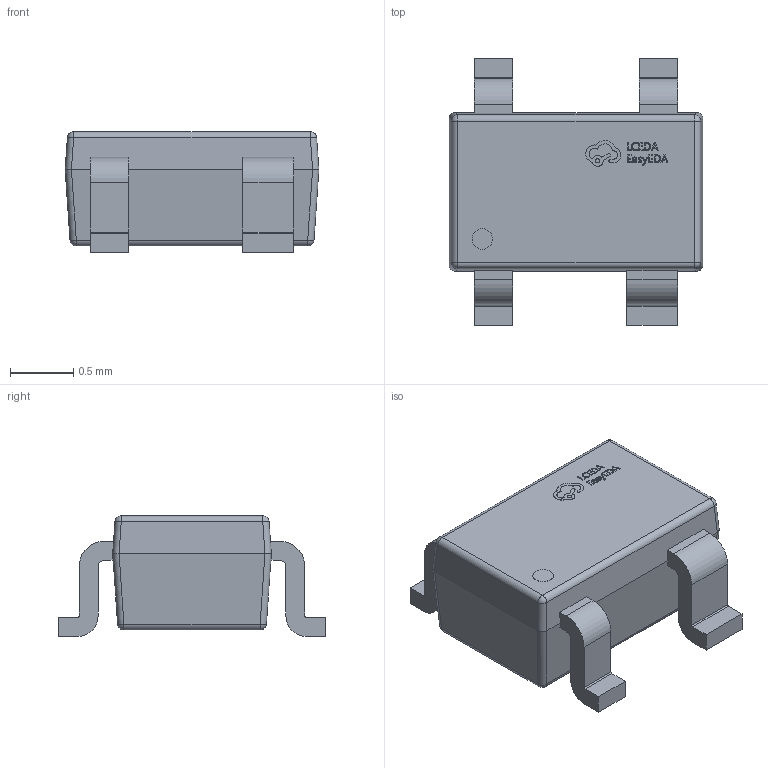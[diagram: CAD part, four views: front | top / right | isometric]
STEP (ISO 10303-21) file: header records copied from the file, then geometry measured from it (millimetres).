
FILE_DESCRIPTION (( 'STEP AP214' ), '1' );
FILE_NAME ('SC-82AB_L2.0-W1.3-P1.3-BL.step', '2022-07-09T14:47:46', ( '' ), ( '' ), 'SwSTEP 2.0', 'SolidWorks 2020', '' );
FILE_SCHEMA (( 'AUTOMOTIVE_DESIGN' ));
Length unit declared in the file: millimetre
Products named in the file (1): SC-82AB_L2.0-W1.3-P1.3-BL
Bounding box: 2 x 2.1 x 0.95 mm (x, y, z)
Volume: 2.3 mm3; surface area: 13.6 mm2
Topology: 1 solids, 1 shells, 372 faces, 997 edges, 654 vertices
Faces by surface type: plane 218, bspline 112, cylinder 34, sphere 8
Entity records: 16823 total; most frequent: CARTESIAN_POINT 4140, ORIENTED_EDGE 1994, DIRECTION 1347, EDGE_CURVE 997, LINE 705, VECTOR 705, VERTEX_POINT 654, EDGE_LOOP 399
